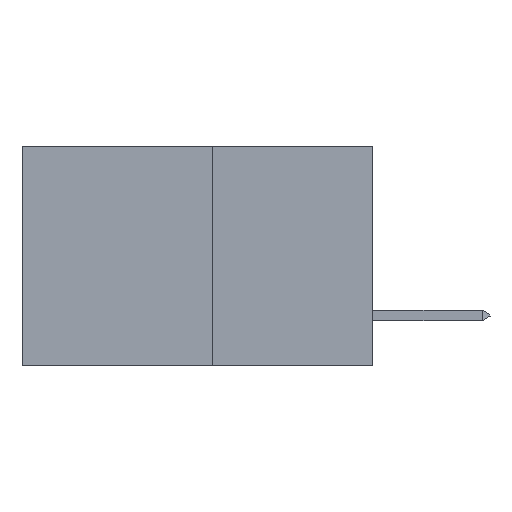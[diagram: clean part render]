
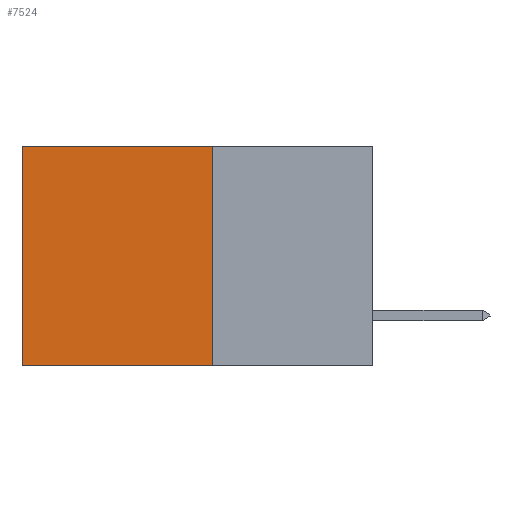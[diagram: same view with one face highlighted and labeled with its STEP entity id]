
A CAD part, left-side view. The second image highlights one B-rep face of the part: STEP entity #7524.
In plain terms, the highlighted planar face has unit normal (-1, 0, 0).
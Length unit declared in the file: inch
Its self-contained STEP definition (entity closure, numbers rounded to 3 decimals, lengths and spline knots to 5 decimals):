
#315 = CARTESIAN_POINT ( 'NONE',  ( 0.277, 0.27, -0.37 ) ) ;
#1221 = LINE ( 'NONE', #1972, #15900 ) ;
#1325 = ORIENTED_EDGE ( 'NONE', *, *, #9631, .T. ) ;
#1972 = CARTESIAN_POINT ( 'NONE',  ( 0.277, 0.27, -0.37 ) ) ;
#2809 = LINE ( 'NONE', #7664, #22646 ) ;
#3086 = VECTOR ( 'NONE', #11768, 39.37008 ) ;
#3863 = DIRECTION ( 'NONE',  ( 0., 1., 0. ) ) ;
#4318 = CARTESIAN_POINT ( 'NONE',  ( 0.277, 0.59, -0.37 ) ) ;
#5045 = VERTEX_POINT ( 'NONE', #4318 ) ;
#5543 = EDGE_CURVE ( 'NONE', #13532, #5045, #1221, .T. ) ;
#6557 = ORIENTED_EDGE ( 'NONE', *, *, #5543, .F. ) ;
#7064 = FACE_OUTER_BOUND ( 'NONE', #19264, .T. ) ;
#7524 = ADVANCED_FACE ( 'NONE', ( #7064 ), #17648, .F. ) ;
#7664 = CARTESIAN_POINT ( 'NONE',  ( 0.277, 0.59, -0.37 ) ) ;
#8343 = CARTESIAN_POINT ( 'NONE',  ( 0.277, 0.59, 0. ) ) ;
#9167 = EDGE_CURVE ( 'NONE', #16538, #13532, #18400, .T. ) ;
#9631 = EDGE_CURVE ( 'NONE', #15644, #5045, #2809, .T. ) ;
#10019 = DIRECTION ( 'NONE',  ( 1., 0., 0. ) ) ;
#11517 = AXIS2_PLACEMENT_3D ( 'NONE', #21565, #10019, #23463 ) ;
#11768 = DIRECTION ( 'NONE',  ( 0., 0., -1. ) ) ;
#13494 = DIRECTION ( 'NONE',  ( 0., 0., -1. ) ) ;
#13532 = VERTEX_POINT ( 'NONE', #15020 ) ;
#15020 = CARTESIAN_POINT ( 'NONE',  ( 0.277, 0.27, -0.37 ) ) ;
#15455 = LINE ( 'NONE', #17919, #20034 ) ;
#15580 = EDGE_CURVE ( 'NONE', #16538, #15644, #15455, .T. ) ;
#15644 = VERTEX_POINT ( 'NONE', #8343 ) ;
#15900 = VECTOR ( 'NONE', #3863, 39.37008 ) ;
#16538 = VERTEX_POINT ( 'NONE', #22519 ) ;
#17648 = PLANE ( 'NONE',  #11517 ) ;
#17814 = ORIENTED_EDGE ( 'NONE', *, *, #9167, .F. ) ;
#17919 = CARTESIAN_POINT ( 'NONE',  ( 0.277, 0.27, 0. ) ) ;
#18400 = LINE ( 'NONE', #315, #3086 ) ;
#18611 = ORIENTED_EDGE ( 'NONE', *, *, #15580, .T. ) ;
#19264 = EDGE_LOOP ( 'NONE', ( #1325, #6557, #17814, #18611 ) ) ;
#19894 = DIRECTION ( 'NONE',  ( 0., 1., 0. ) ) ;
#20034 = VECTOR ( 'NONE', #19894, 39.37008 ) ;
#21565 = CARTESIAN_POINT ( 'NONE',  ( 0.277, 0.27, -0.37 ) ) ;
#22519 = CARTESIAN_POINT ( 'NONE',  ( 0.277, 0.27, 0. ) ) ;
#22646 = VECTOR ( 'NONE', #13494, 39.37008 ) ;
#23463 = DIRECTION ( 'NONE',  ( 0., 0., -1. ) ) ;
